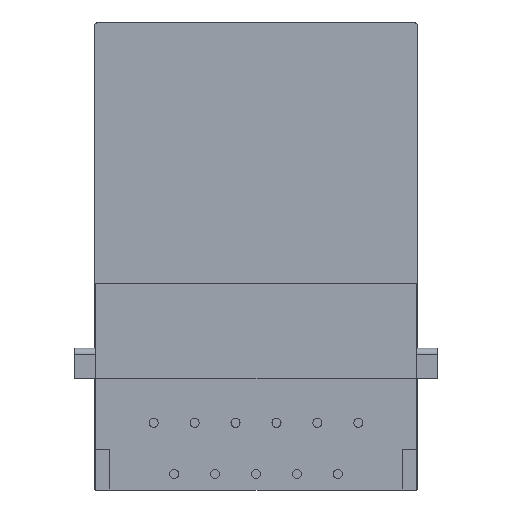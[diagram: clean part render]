
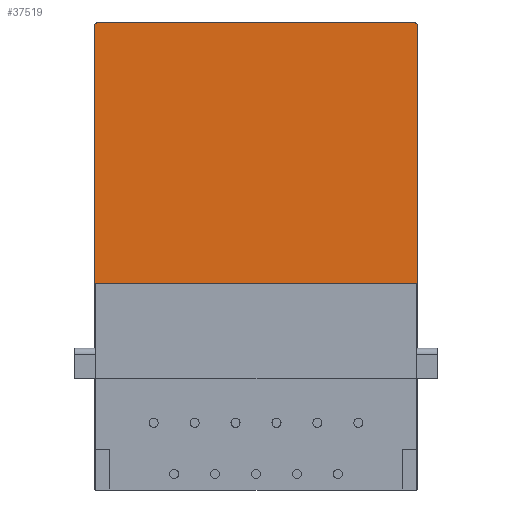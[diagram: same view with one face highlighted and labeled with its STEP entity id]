
A CAD part, front view. The second image highlights one B-rep face of the part: STEP entity #37519.
In plain terms, the highlighted planar face has unit normal (0, -1, 0).
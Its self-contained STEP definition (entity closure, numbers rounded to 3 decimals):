
#10549=DIRECTION('',(0.,0.,1.));
#10550=VECTOR('',#10549,12.7);
#10551=CARTESIAN_POINT('',(-8.02,-11.2,-13.2));
#10552=LINE('',#10551,#10550);
#10553=CARTESIAN_POINT('',(-7.77,-11.2,-0.5));
#10554=DIRECTION('',(0.,1.,0.));
#10555=DIRECTION('',(-1.,0.,0.));
#10556=AXIS2_PLACEMENT_3D('',#10553,#10554,#10555);
#10558=DIRECTION('',(1.,0.,0.));
#10559=VECTOR('',#10558,15.54);
#10560=CARTESIAN_POINT('',(-7.77,-11.2,-0.25));
#10561=LINE('',#10560,#10559);
#10562=CARTESIAN_POINT('',(7.77,-11.2,-0.5));
#10563=DIRECTION('',(0.,1.,0.));
#10564=DIRECTION('',(0.,0.,1.));
#10565=AXIS2_PLACEMENT_3D('',#10562,#10563,#10564);
#10567=DIRECTION('',(-1.,0.,0.));
#10568=VECTOR('',#10567,16.04);
#10569=CARTESIAN_POINT('',(8.02,-11.2,-13.2));
#10570=LINE('',#10569,#10568);
#10621=DIRECTION('',(0.,0.,-1.));
#10622=VECTOR('',#10621,12.7);
#10623=CARTESIAN_POINT('',(8.02,-11.2,
-0.5));
#10624=LINE('',#10623,#10622);
#14289=CARTESIAN_POINT('',(-8.02,-11.2,-13.2));
#14290=VERTEX_POINT('',#14289);
#14291=CARTESIAN_POINT('',(8.02,-11.2,-13.2));
#14292=VERTEX_POINT('',#14291);
#14309=CARTESIAN_POINT('',(-8.02,-11.2,
-0.5));
#14310=VERTEX_POINT('',#14309);
#14381=CARTESIAN_POINT('',(7.77,-11.2,-0.25));
#14382=VERTEX_POINT('',#14381);
#14383=CARTESIAN_POINT('',(-7.77,-11.2,-0.25));
#14384=VERTEX_POINT('',#14383);
#14417=CARTESIAN_POINT('',(8.02,-11.2,
-0.5));
#14418=VERTEX_POINT('',#14417);
#37504=CARTESIAN_POINT('',(0.,-11.2,-6.725));
#37505=DIRECTION('',(0.,1.,0.));
#37506=DIRECTION('',(0.,0.,-1.));
#37507=AXIS2_PLACEMENT_3D('',#37504,#37505,#37506);
#37508=PLANE('',#37507);
#37509=ORIENTED_EDGE('',*,*,#37056,.T.);
#37510=ORIENTED_EDGE('',*,*,#37491,.T.);
#37511=ORIENTED_EDGE('',*,*,#37245,.T.);
#37513=ORIENTED_EDGE('',*,*,#37512,.T.);
#37515=ORIENTED_EDGE('',*,*,#37514,.T.);
#37516=ORIENTED_EDGE('',*,*,#18008,.T.);
#37517=EDGE_LOOP('',(#37509,#37510,#37511,#37513,#37515,#37516));
#37518=FACE_OUTER_BOUND('',#37517,.F.);
#10557=CIRCLE('',#10556,0.25);
#10566=CIRCLE('',#10565,0.25);
#18008=EDGE_CURVE('',#14292,#14290,#10570,.T.);
#37056=EDGE_CURVE('',#14290,#14310,#10552,.T.);
#37245=EDGE_CURVE('',#14384,#14382,#10561,.T.);
#37491=EDGE_CURVE('',#14310,#14384,#10557,.T.);
#37512=EDGE_CURVE('',#14382,#14418,#10566,.T.);
#37514=EDGE_CURVE('',#14418,#14292,#10624,.T.);
#37519=ADVANCED_FACE('',(#37518),#37508,.F.);
